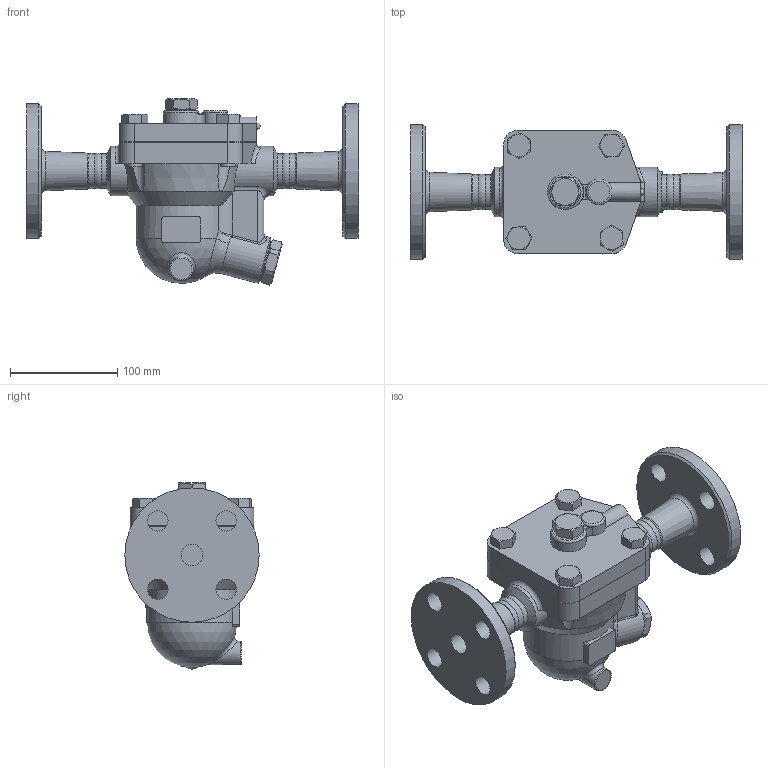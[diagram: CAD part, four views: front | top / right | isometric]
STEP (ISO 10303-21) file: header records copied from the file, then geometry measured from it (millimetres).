
FILE_DESCRIPTION((''),'2;1');
FILE_NAME('j5rlp-025-jis10-00.stp','2010-11-18T14:16:24',('nakaot'),(''),'Autodesk Inventor 2008','Autodesk Inventor 2008','');
FILE_SCHEMA(('AUTOMOTIVE_DESIGN { 1 0 10303 214 1 1 1 1 }'));
Length unit declared in the file: millimetre
Products named in the file (1): j5rlp-025-jis10-00
Bounding box: 309 x 125 x 173.18 mm (x, y, z)
Volume: 1821446.1 mm3; surface area: 185080.4 mm2
Topology: 1 solids, 1 shells, 287 faces, 714 edges, 449 vertices
Faces by surface type: plane 110, cylinder 64, bspline 55, cone 52, torus 4, sphere 2
Full cylindrical faces by diameter (mm): 14 x8, 19 x4, 20 x1, 21 x1, 22 x1, 27 x1, 32 x3, 44 x1, 46 x2, 80 x1, 125 x1
Entity records: 16800 total; most frequent: CARTESIAN_POINT 10718, ORIENTED_EDGE 1272, DIRECTION 1163, EDGE_CURVE 636, AXIS2_PLACEMENT_3D 484, VERTEX_POINT 429, EDGE_LOOP 389, FACE_OUTER_BOUND 287
